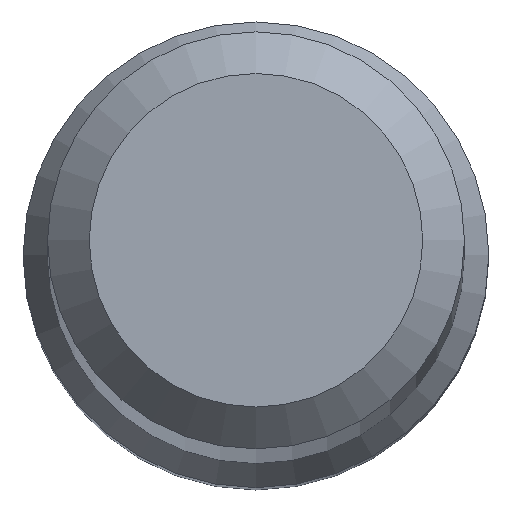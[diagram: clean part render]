
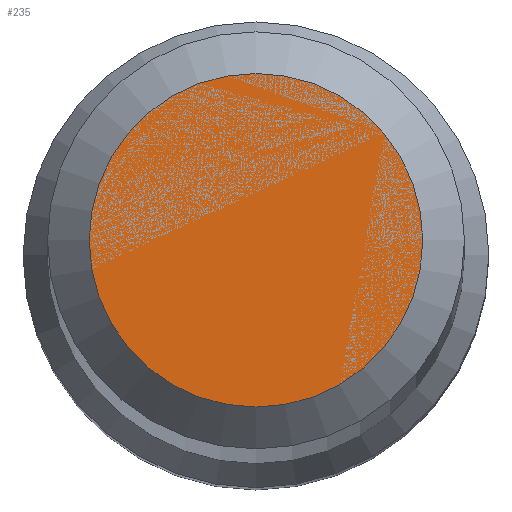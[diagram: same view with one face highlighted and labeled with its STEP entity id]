
A CAD part, top view. The second image highlights one B-rep face of the part: STEP entity #235.
In plain terms, the highlighted planar face has unit normal (0, 0, 1).
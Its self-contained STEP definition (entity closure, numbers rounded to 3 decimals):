
#13 = EDGE_CURVE ( 'NONE', #131, #131, #55, .T. ) ;
#34 = CARTESIAN_POINT ( 'NONE',  ( 0., 1.2, 70. ) ) ;
#39 = AXIS2_PLACEMENT_3D ( 'NONE', #134, #88, #181 ) ;
#55 = CIRCLE ( 'NONE', #39, 1.2 ) ;
#57 = ORIENTED_EDGE ( 'NONE', *, *, #13, .F. ) ;
#68 = DIRECTION ( 'NONE',  ( 0., 0., -1. ) ) ;
#88 = DIRECTION ( 'NONE',  ( 0., 0., -1. ) ) ;
#131 = VERTEX_POINT ( 'NONE', #34 ) ;
#134 = CARTESIAN_POINT ( 'NONE',  ( 0., 0., 70. ) ) ;
#181 = DIRECTION ( 'NONE',  ( 0., 1., 0. ) ) ;
#188 = DIRECTION ( 'NONE',  ( 0., 1., 0. ) ) ;
#191 = FACE_OUTER_BOUND ( 'NONE', #204, .T. ) ;
#204 = EDGE_LOOP ( 'NONE', ( #57 ) ) ;
#226 = AXIS2_PLACEMENT_3D ( 'NONE', #231, #68, #188 ) ;
#231 = CARTESIAN_POINT ( 'NONE',  ( 0., 0., 70. ) ) ;
#235 = ADVANCED_FACE ( 'NONE', ( #191 ), #300, .F. ) ;
#300 = PLANE ( 'NONE',  #226 ) ;
